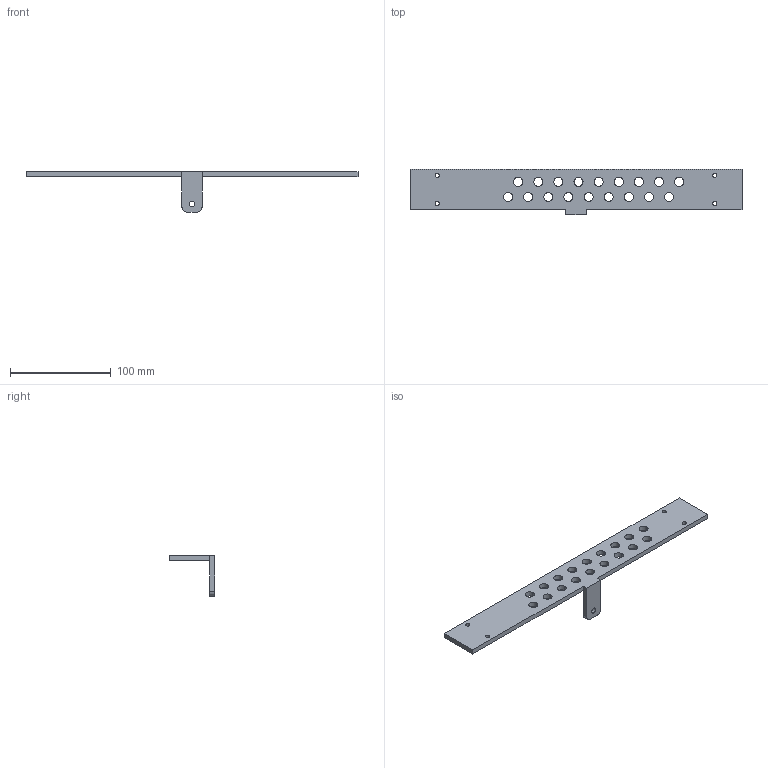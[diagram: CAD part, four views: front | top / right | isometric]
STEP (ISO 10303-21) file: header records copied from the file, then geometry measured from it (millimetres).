
FILE_DESCRIPTION(/* description */ (''),/* implementation_level */ '2;1');
FILE_NAME(/* name */ '07218DMP054.stp',/* time_stamp */ '2021-01-12T16:15:58+01:00',/* author */ (''),/* organization */ (''),/* preprocessor_version */ 'ST-DEVELOPER v16',/* originating_system */ 'SIEMENS PLM Software NX 10.0',/* authorisation */ '');
FILE_SCHEMA (('CONFIG_CONTROL_DESIGN'));
Length unit declared in the file: millimetre
Products named in the file (1): 07218DMP054
Bounding box: 330 x 45 x 40 mm (x, y, z)
Volume: 63824.9 mm3; surface area: 32503.5 mm2
Topology: 1 solids, 1 shells, 55 faces, 162 edges, 109 vertices
Faces by surface type: cylinder 43, plane 12
Full cylindrical faces by diameter (mm): 4.2 x4, 5.5 x1
Entity records: 1992 total; most frequent: DIRECTION 350, CARTESIAN_POINT 312, ORIENTED_EDGE 304, EDGE_CURVE 152, AXIS2_PLACEMENT_3D 142, EDGE_LOOP 106, VERTEX_POINT 104, CIRCLE 86
